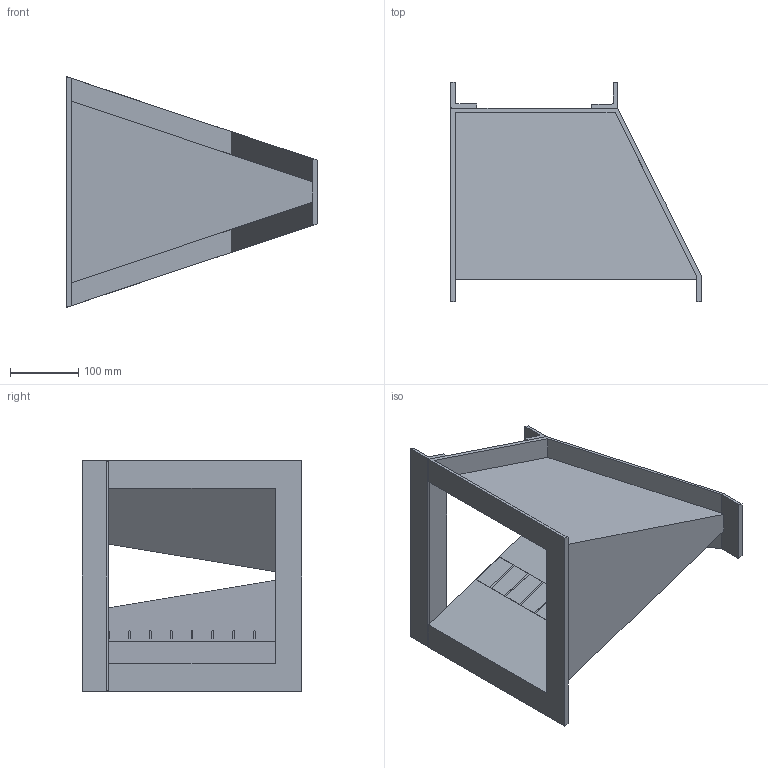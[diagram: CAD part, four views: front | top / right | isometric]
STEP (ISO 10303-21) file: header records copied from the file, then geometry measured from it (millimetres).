
FILE_DESCRIPTION (( 'STEP AP214' ), '1' );
FILE_NAME ('0.8HS Flume Assem1 no options.STEP', '2020-09-09T15:17:36', ( '' ), ( '' ), 'SwSTEP 2.0', 'SolidWorks 2020', '' );
FILE_SCHEMA (( 'AUTOMOTIVE_DESIGN' ));
Length unit declared in the file: inch
Products named in the file (3): Parshall Staff Gauge_English Staff Gauge - .8ft; 0.8HS Flume Assem1 no options; HS Flume_0.80'' HS FLUME
Assembly tree (2 placements, depth 2):
  0.8HS Flume Assem1 no options
    HS Flume_0.80'' HS FLUME
    Parshall Staff Gauge_English Staff Gauge - .8ft
Bounding box: 365.76 x 320.04 x 336.35 mm (x, y, z)
Volume: 1976892.2 mm3; surface area: 667638.8 mm2
Topology: 4 solids, 4 shells, 78 faces, 208 edges, 138 vertices
Faces by surface type: plane 74, cylinder 4
Entity records: 2938 total; most frequent: CARTESIAN_POINT 453, ORIENTED_EDGE 416, DIRECTION 366, EDGE_CURVE 208, LINE 200, VECTOR 200, VERTEX_POINT 138, AXIS2_PLACEMENT_3D 83
